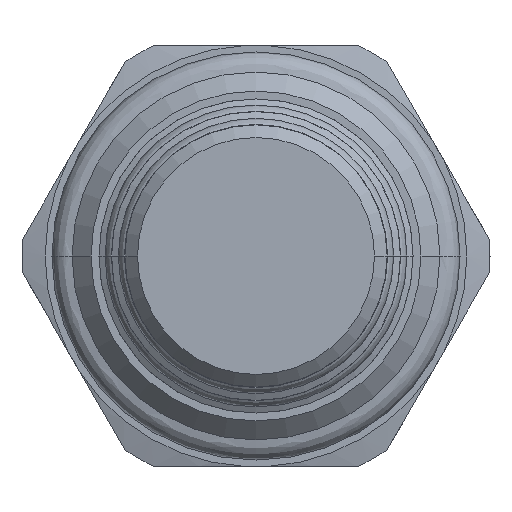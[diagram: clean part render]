
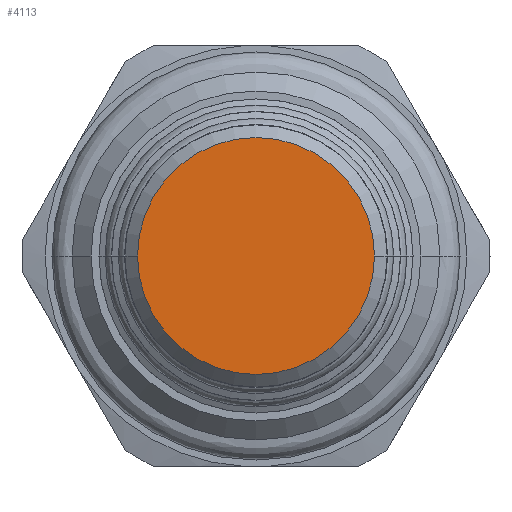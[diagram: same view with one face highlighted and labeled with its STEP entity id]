
A CAD part, front view. The second image highlights one B-rep face of the part: STEP entity #4113.
In plain terms, the highlighted planar face has unit normal (0, -1, 0).
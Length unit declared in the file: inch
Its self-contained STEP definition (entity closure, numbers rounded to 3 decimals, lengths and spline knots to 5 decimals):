
#1293=CARTESIAN_POINT('',(0.,-1.81277,0.));
#1294=DIRECTION('',(0.,-1.,0.));
#1295=DIRECTION('',(1.,0.,0.));
#1296=AXIS2_PLACEMENT_3D('',#1293,#1294,#1295);
#1307=CARTESIAN_POINT('',(0.,-1.81277,0.));
#1308=DIRECTION('',(0.,1.,0.));
#1309=DIRECTION('',(1.,0.,0.));
#1310=AXIS2_PLACEMENT_3D('',#1307,#1308,#1309);
#2045=CARTESIAN_POINT('',(0.281,-1.81277,0.));
#2046=CARTESIAN_POINT('',(-0.281,-1.81277,0.));
#2047=VERTEX_POINT('',#2045);
#2048=VERTEX_POINT('',#2046);
#4104=CARTESIAN_POINT('',(0.,-1.81277,0.));
#4105=DIRECTION('',(0.,1.,0.));
#4106=DIRECTION('',(1.,0.,0.));
#4107=AXIS2_PLACEMENT_3D('',#4104,#4105,#4106);
#4108=PLANE('',#4107);
#4109=ORIENTED_EDGE('',*,*,#4098,.T.);
#4110=ORIENTED_EDGE('',*,*,#4084,.F.);
#4111=EDGE_LOOP('',(#4109,#4110));
#4112=FACE_OUTER_BOUND('',#4111,.F.);
#4113=ADVANCED_FACE('',(#4112),#4108,.F.);
#1297=CIRCLE('',#1296,0.281);
#1311=CIRCLE('',#1310,0.281);
#4084=EDGE_CURVE('',#2047,#2048,#1297,.T.);
#4098=EDGE_CURVE('',#2047,#2048,#1311,.T.);
